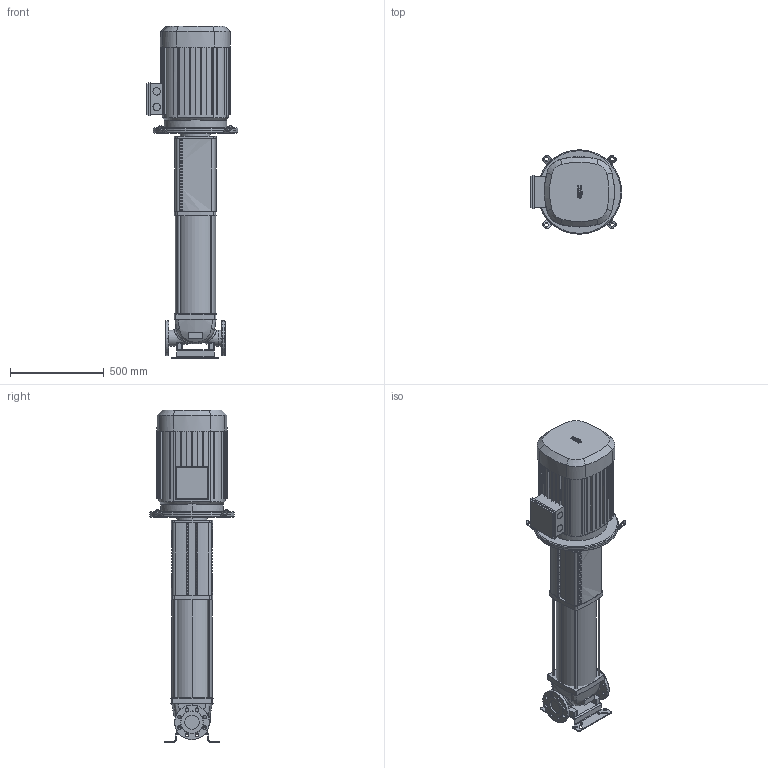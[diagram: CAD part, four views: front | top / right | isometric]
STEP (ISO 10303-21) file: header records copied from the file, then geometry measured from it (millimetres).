
FILE_DESCRIPTION((''),'2;1');
FILE_NAME('3d_HELIXV3609-2_25_V-4150772.stp','2016-08-24T09:16:45',(''),(''),'Mechanical Desktop 2009','Mechanical Desktop 2009',', , ');
FILE_SCHEMA(('CONFIG_CONTROL_DESIGN'));
Length unit declared in the file: millimetre
Products named in the file (1): Product
Bounding box: 486 x 450 x 1768.2 mm (x, y, z)
Volume: 101001982 mm3; surface area: 3723217.9 mm2
Topology: 18 solids, 18 shells, 1385 faces, 3824 edges, 2501 vertices
Faces by surface type: bspline 648, plane 448, cylinder 217, torus 40, cone 32
Entity records: 50022 total; most frequent: CARTESIAN_POINT 15211, ORIENTED_EDGE 7648, DIRECTION 6223, EDGE_CURVE 3824, VECTOR 2621, LINE 2621, VERTEX_POINT 2501, AXIS2_PLACEMENT_3D 1801
